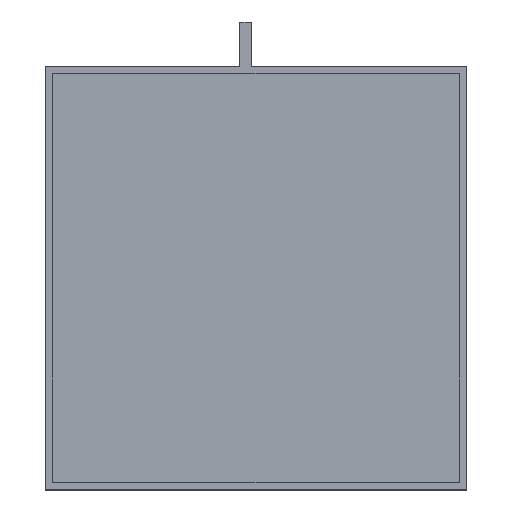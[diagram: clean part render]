
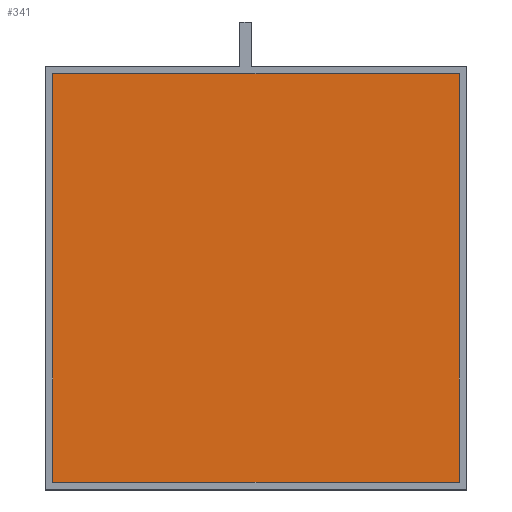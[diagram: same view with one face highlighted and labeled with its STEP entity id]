
A CAD part, top view. The second image highlights one B-rep face of the part: STEP entity #341.
In plain terms, the highlighted planar face has unit normal (0, 0, 1).
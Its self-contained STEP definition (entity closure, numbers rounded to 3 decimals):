
#17=FACE_OUTER_BOUND('',#34,.T.);
#34=EDGE_LOOP('',(#231,#232,#233,#234));
#52=LINE('',#478,#100);
#55=LINE('',#484,#103);
#56=LINE('',#486,#104);
#57=LINE('',#487,#105);
#100=VECTOR('',#393,10.);
#103=VECTOR('',#398,10.);
#104=VECTOR('',#399,10.);
#105=VECTOR('',#400,10.);
#147=VERTEX_POINT('',#474);
#149=VERTEX_POINT('',#477);
#151=VERTEX_POINT('',#483);
#152=VERTEX_POINT('',#485);
#180=EDGE_CURVE('',#147,#149,#52,.F.);
#183=EDGE_CURVE('',#151,#147,#55,.T.);
#184=EDGE_CURVE('',#151,#152,#56,.F.);
#185=EDGE_CURVE('',#152,#149,#57,.F.);
#231=ORIENTED_EDGE('',*,*,#183,.F.);
#232=ORIENTED_EDGE('',*,*,#184,.T.);
#233=ORIENTED_EDGE('',*,*,#185,.T.);
#234=ORIENTED_EDGE('',*,*,#180,.F.);
#324=PLANE('',#372);
#341=ADVANCED_FACE('',(#17),#324,.F.);
#372=AXIS2_PLACEMENT_3D('',#482,#396,#397);
#393=DIRECTION('',(0.,1.,0.));
#396=DIRECTION('center_axis',(0.,0.,-1.));
#397=DIRECTION('ref_axis',(1.,0.,0.));
#398=DIRECTION('',(1.,0.,0.));
#399=DIRECTION('',(0.,1.,0.));
#400=DIRECTION('',(-1.,0.,0.));
#474=CARTESIAN_POINT('',(-206.9,147.5,6.9));
#477=CARTESIAN_POINT('',(-206.9,10.5,6.9));
#478=CARTESIAN_POINT('',(-206.9,150.,6.9));
#482=CARTESIAN_POINT('Origin',(-345.6,150.,6.9));
#483=CARTESIAN_POINT('',(-343.1,147.5,6.9));
#484=CARTESIAN_POINT('',(-310.3,147.5,6.9));
#485=CARTESIAN_POINT('',(-343.1,10.5,6.9));
#486=CARTESIAN_POINT('',(-343.1,150.,6.9));
#487=CARTESIAN_POINT('',(-310.3,10.5,6.9));
